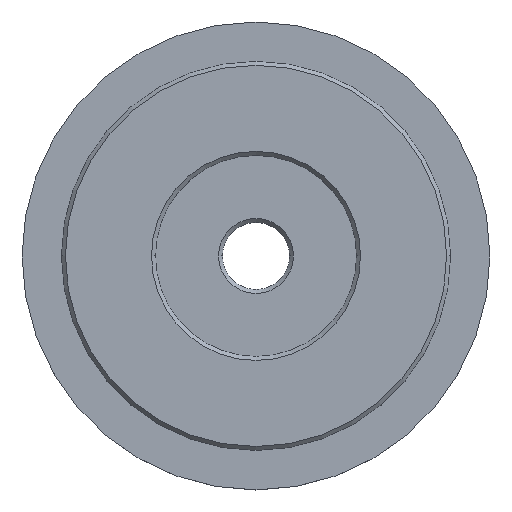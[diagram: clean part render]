
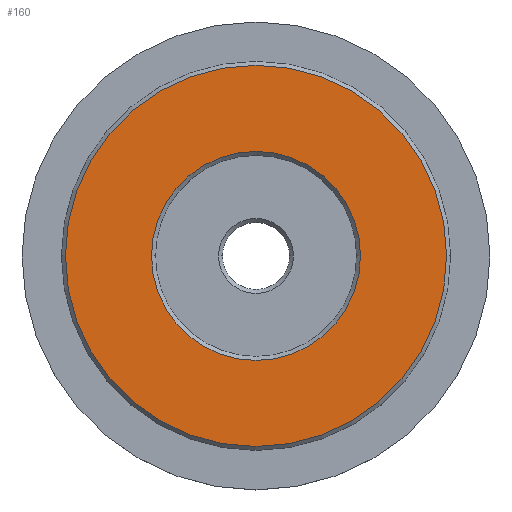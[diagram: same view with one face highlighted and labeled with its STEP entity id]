
A CAD part, top view. The second image highlights one B-rep face of the part: STEP entity #160.
In plain terms, the highlighted planar face has unit normal (0, 0, 1).
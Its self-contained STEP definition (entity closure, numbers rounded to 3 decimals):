
#14 = EDGE_LOOP ( 'NONE', ( #134, #21 ) ) ;
#16 = DIRECTION ( 'NONE',  ( 0., 0., 1. ) ) ;
#21 = ORIENTED_EDGE ( 'NONE', *, *, #30, .T. ) ;
#30 = EDGE_CURVE ( 'NONE', #347, #366, #41, .T. ) ;
#41 = CIRCLE ( 'NONE', #326, 14.5 ) ;
#69 = DIRECTION ( 'NONE',  ( 1., 0., 0. ) ) ;
#79 = AXIS2_PLACEMENT_3D ( 'NONE', #263, #389, #69 ) ;
#95 = CARTESIAN_POINT ( 'NONE',  ( -14.5, 0., 4.5 ) ) ;
#98 = CARTESIAN_POINT ( 'NONE',  ( 0., 0., 4.5 ) ) ;
#100 = CARTESIAN_POINT ( 'NONE',  ( 0., 0., 4.5 ) ) ;
#101 = DIRECTION ( 'NONE',  ( 1., 0., 0. ) ) ;
#110 = CARTESIAN_POINT ( 'NONE',  ( -7.95, 0., 4.5 ) ) ;
#131 = ORIENTED_EDGE ( 'NONE', *, *, #212, .T. ) ;
#134 = ORIENTED_EDGE ( 'NONE', *, *, #177, .T. ) ;
#148 = CARTESIAN_POINT ( 'NONE',  ( 7.95, 0., 4.5 ) ) ;
#150 = CIRCLE ( 'NONE', #302, 7.95 ) ;
#160 = ADVANCED_FACE ( 'NONE', ( #256, #380 ), #214, .T. ) ;
#177 = EDGE_CURVE ( 'NONE', #366, #347, #292, .T. ) ;
#180 = CARTESIAN_POINT ( 'NONE',  ( 0., 0., 4.5 ) ) ;
#207 = DIRECTION ( 'NONE',  ( 0., 0., 1. ) ) ;
#212 = EDGE_CURVE ( 'NONE', #237, #213, #336, .T. ) ;
#213 = VERTEX_POINT ( 'NONE', #110 ) ;
#214 = PLANE ( 'NONE',  #301 ) ;
#216 = DIRECTION ( 'NONE',  ( 1., 0., 0. ) ) ;
#237 = VERTEX_POINT ( 'NONE', #148 ) ;
#238 = CARTESIAN_POINT ( 'NONE',  ( 0., 0., 4.5 ) ) ;
#256 = FACE_BOUND ( 'NONE', #350, .T. ) ;
#263 = CARTESIAN_POINT ( 'NONE',  ( 0., 0., 4.5 ) ) ;
#280 = CARTESIAN_POINT ( 'NONE',  ( 14.5, 0., 4.5 ) ) ;
#292 = CIRCLE ( 'NONE', #427, 14.5 ) ;
#301 = AXIS2_PLACEMENT_3D ( 'NONE', #98, #16, #216 ) ;
#302 = AXIS2_PLACEMENT_3D ( 'NONE', #100, #332, #303 ) ;
#303 = DIRECTION ( 'NONE',  ( 1., 0., 0. ) ) ;
#326 = AXIS2_PLACEMENT_3D ( 'NONE', #238, #207, #367 ) ;
#332 = DIRECTION ( 'NONE',  ( 0., 0., -1. ) ) ;
#336 = CIRCLE ( 'NONE', #79, 7.95 ) ;
#341 = DIRECTION ( 'NONE',  ( 0., 0., 1. ) ) ;
#347 = VERTEX_POINT ( 'NONE', #280 ) ;
#350 = EDGE_LOOP ( 'NONE', ( #131, #388 ) ) ;
#366 = VERTEX_POINT ( 'NONE', #95 ) ;
#367 = DIRECTION ( 'NONE',  ( 1., 0., 0. ) ) ;
#380 = FACE_OUTER_BOUND ( 'NONE', #14, .T. ) ;
#388 = ORIENTED_EDGE ( 'NONE', *, *, #434, .T. ) ;
#389 = DIRECTION ( 'NONE',  ( 0., 0., -1. ) ) ;
#427 = AXIS2_PLACEMENT_3D ( 'NONE', #180, #341, #101 ) ;
#434 = EDGE_CURVE ( 'NONE', #213, #237, #150, .T. ) ;
